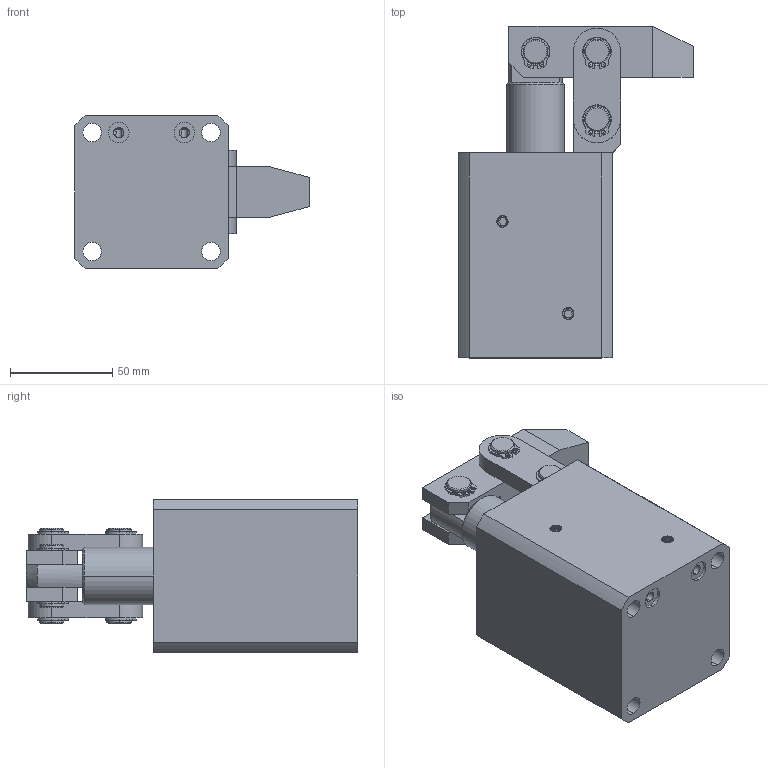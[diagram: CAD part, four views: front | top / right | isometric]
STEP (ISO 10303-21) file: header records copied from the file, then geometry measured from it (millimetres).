
FILE_DESCRIPTION (( 'STEP AP214' ), '1' );
FILE_NAME ('CHLC-M50.STEP', '2019-11-25T06:31:55', ( 'Windows' ), ( 'Microsoft' ), 'SwSTEP 2.0', 'SolidWorks 2015', '' );
FILE_SCHEMA (( 'AUTOMOTIVE_DESIGN' ));
Length unit declared in the file: millimetre
Products named in the file (9): M6LS; CHLC-50-06; CHLC-50-04; CHLC-50-02; CHLC-50-03; CHLC-50-01; CHLC-50-09; CHLC-M50-05; CHLC-M50
Assembly tree (16 placements, depth 2):
  CHLC-M50
    CHLC-M50-05
    CHLC-50-09
    CHLC-50-01
    CHLC-50-03  x2
    CHLC-50-02
    CHLC-50-04  x2
    CHLC-50-06  x6
    M6LS  x2
Bounding box: 114.51 x 162 x 75 mm (x, y, z)
Volume: 566194.8 mm3; surface area: 109028.3 mm2
Topology: 16 solids, 16 shells, 480 faces, 1212 edges, 785 vertices
Faces by surface type: cylinder 261, plane 131, cone 66, bspline 22
Entity records: 16573 total; most frequent: CARTESIAN_POINT 6427, ORIENTED_EDGE 1416, DIRECTION 1356, EDGE_CURVE 708, AXIS2_PLACEMENT_3D 530, VERTEX_POINT 454, EDGE_LOOP 336, UNCERTAINTY_MEASURE_WITH_UNIT 301
